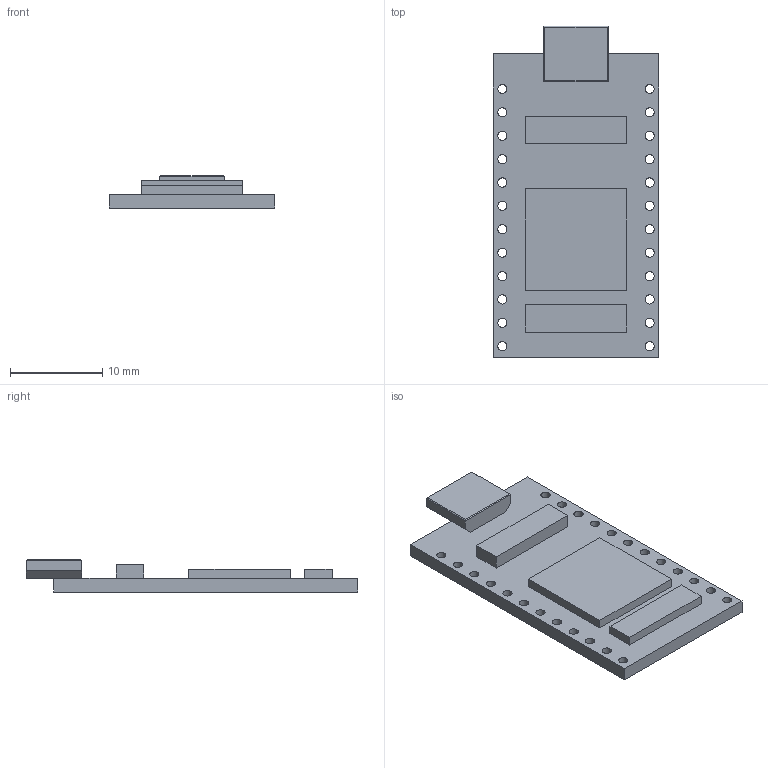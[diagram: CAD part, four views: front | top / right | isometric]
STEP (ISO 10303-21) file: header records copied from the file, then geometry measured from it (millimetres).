
FILE_DESCRIPTION(('Open CASCADE Model'),'2;1');
FILE_NAME('Open CASCADE Shape Model','2022-02-01T15:45:05',('Author'),( 'Open CASCADE'),'Open CASCADE STEP processor 7.5','Open CASCADE 7.5' ,'Unknown');
FILE_SCHEMA(('AUTOMOTIVE_DESIGN { 1 0 10303 214 1 1 1 1 }'));
Length unit declared in the file: millimetre
Products named in the file (9): CQ assembly; Arduino_Pro_Micro-USB-micro by qwelyt; Arduino_Pro_Micro-USB-micro by qwelyt_part; board; board_part; port; port_part; components; components_part
Assembly tree (8 placements, depth 4):
  CQ assembly
    Arduino_Pro_Micro-USB-micro by qwelyt
      Arduino_Pro_Micro-USB-micro by qwelyt_part
      board
        board_part
      port
        port_part
      components
        components_part
Bounding box: 18 x 36 x 3.5 mm (x, y, z)
Volume: 1116.3 mm3; surface area: 2102 mm2
Topology: 5 solids, 5 shells, 65 faces, 158 edges, 104 vertices
Faces by surface type: plane 41, cylinder 24
Full cylindrical faces by diameter (mm): 1 x24
Entity records: 4389 total; most frequent: CARTESIAN_POINT 940, DIRECTION 622, LINE 378, VECTOR 378, ORIENTED_EDGE 316, PCURVE 316, DEFINITIONAL_REPRESENTATION 316, EDGE_CURVE 158
